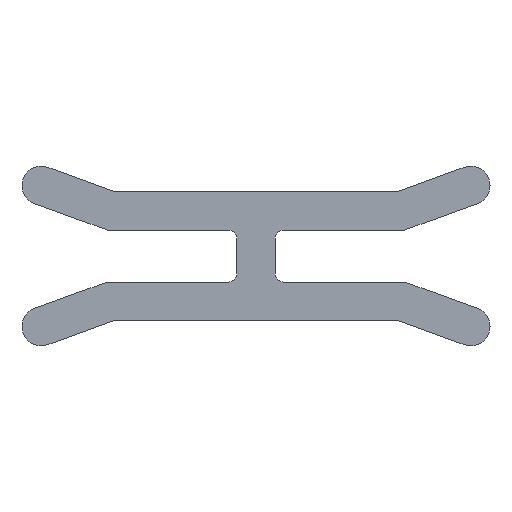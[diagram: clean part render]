
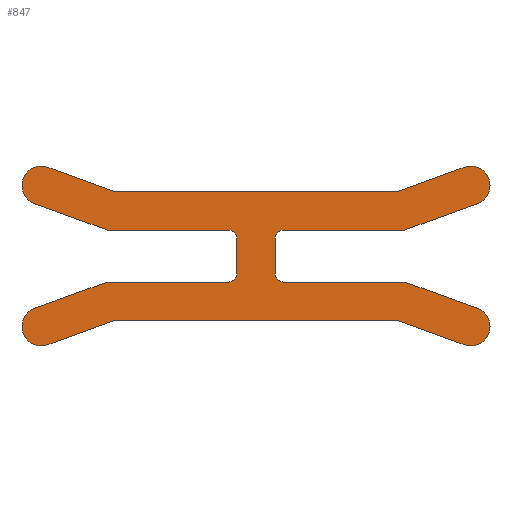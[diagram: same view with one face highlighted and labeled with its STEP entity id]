
A CAD part, front view. The second image highlights one B-rep face of the part: STEP entity #847.
In plain terms, the highlighted planar face has unit normal (0, -1, 0).
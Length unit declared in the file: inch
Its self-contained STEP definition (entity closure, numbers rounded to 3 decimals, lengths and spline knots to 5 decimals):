
#34=CARTESIAN_POINT('',(2.4681,5.,-0.1258));
#35=VERTEX_POINT('',#34);
#42=CARTESIAN_POINT('',(2.642,5.,-0.0625));
#43=VERTEX_POINT('',#42);
#44=CARTESIAN_POINT('',(2.4681,5.,-0.1258));
#45=DIRECTION('',(0.94,0.,0.342));
#46=VECTOR('',#45,1.);
#47=LINE('',#44,#46);
#48=EDGE_CURVE('',#35,#43,#47,.T.);
#73=CARTESIAN_POINT('',(2.4999,5.,-0.21319));
#74=VERTEX_POINT('',#73);
#81=CARTESIAN_POINT('',(2.484,5.,-0.16949));
#82=DIRECTION('',(0.,-1.,0.));
#83=DIRECTION('',(1.,0.,0.));
#84=AXIS2_PLACEMENT_3D('',#81,#82,#83);
#85=CIRCLE('',#84,0.0465);
#86=EDGE_CURVE('',#35,#74,#85,.T.);
#105=CARTESIAN_POINT('',(2.6584,5.,-0.1555));
#106=VERTEX_POINT('',#105);
#113=CARTESIAN_POINT('',(2.4999,5.,-0.21319));
#114=DIRECTION('',(0.94,0.,0.342));
#115=VECTOR('',#114,1.);
#116=LINE('',#113,#115);
#117=EDGE_CURVE('',#74,#106,#116,.T.);
#136=CARTESIAN_POINT('',(3.3416,5.,-0.1555));
#137=VERTEX_POINT('',#136);
#144=CARTESIAN_POINT('',(3.3416,5.,-0.1555));
#145=DIRECTION('',(-1.,0.,0.));
#146=VECTOR('',#145,1.);
#147=LINE('',#144,#146);
#148=EDGE_CURVE('',#137,#106,#147,.T.);
#167=CARTESIAN_POINT('',(3.5001,5.,-0.21319));
#168=VERTEX_POINT('',#167);
#175=CARTESIAN_POINT('',(3.5001,5.,-0.21319));
#176=DIRECTION('',(-0.94,0.,0.342));
#177=VECTOR('',#176,1.);
#178=LINE('',#175,#177);
#179=EDGE_CURVE('',#168,#137,#178,.T.);
#199=CARTESIAN_POINT('',(3.5319,5.,-0.1258));
#200=VERTEX_POINT('',#199);
#207=CARTESIAN_POINT('',(3.516,5.,-0.16949));
#208=DIRECTION('',(0.,-1.,0.));
#209=DIRECTION('',(1.,0.,0.));
#210=AXIS2_PLACEMENT_3D('',#207,#208,#209);
#211=CIRCLE('',#210,0.0465);
#212=EDGE_CURVE('',#168,#200,#211,.T.);
#231=CARTESIAN_POINT('',(3.358,5.,-0.0625));
#232=VERTEX_POINT('',#231);
#239=CARTESIAN_POINT('',(3.5319,5.,-0.1258));
#240=DIRECTION('',(-0.94,0.,0.342));
#241=VECTOR('',#240,1.);
#242=LINE('',#239,#241);
#243=EDGE_CURVE('',#200,#232,#242,.T.);
#262=CARTESIAN_POINT('',(3.0665,5.,-0.0625));
#263=VERTEX_POINT('',#262);
#270=CARTESIAN_POINT('',(3.358,5.,-0.0625));
#271=DIRECTION('',(-1.,0.,0.));
#272=VECTOR('',#271,1.);
#273=LINE('',#270,#272);
#274=EDGE_CURVE('',#232,#263,#273,.T.);
#294=CARTESIAN_POINT('',(3.0465,5.,-0.0425));
#295=VERTEX_POINT('',#294);
#302=CARTESIAN_POINT('',(3.0665,5.,-0.0425));
#303=DIRECTION('',(0.,-1.,0.));
#304=DIRECTION('',(1.,0.,0.));
#305=AXIS2_PLACEMENT_3D('',#302,#303,#304);
#306=CIRCLE('',#305,0.02);
#307=EDGE_CURVE('',#295,#263,#306,.T.);
#326=CARTESIAN_POINT('',(3.0465,5.,0.0425));
#327=VERTEX_POINT('',#326);
#334=CARTESIAN_POINT('',(3.0465,5.,0.0425));
#335=DIRECTION('',(0.,0.,-1.));
#336=VECTOR('',#335,1.);
#337=LINE('',#334,#336);
#338=EDGE_CURVE('',#327,#295,#337,.T.);
#358=CARTESIAN_POINT('',(3.0665,5.,0.0625));
#359=VERTEX_POINT('',#358);
#366=CARTESIAN_POINT('',(3.0665,5.,0.0425));
#367=DIRECTION('',(0.,-1.,0.));
#368=DIRECTION('',(1.,0.,0.));
#369=AXIS2_PLACEMENT_3D('',#366,#367,#368);
#370=CIRCLE('',#369,0.02);
#371=EDGE_CURVE('',#359,#327,#370,.T.);
#390=CARTESIAN_POINT('',(3.358,5.,0.0625));
#391=VERTEX_POINT('',#390);
#398=CARTESIAN_POINT('',(3.358,5.,0.0625));
#399=DIRECTION('',(-1.,0.,0.));
#400=VECTOR('',#399,1.);
#401=LINE('',#398,#400);
#402=EDGE_CURVE('',#391,#359,#401,.T.);
#421=CARTESIAN_POINT('',(3.5319,5.,0.1258));
#422=VERTEX_POINT('',#421);
#429=CARTESIAN_POINT('',(3.5319,5.,0.1258));
#430=DIRECTION('',(-0.94,0.,-0.342));
#431=VECTOR('',#430,1.);
#432=LINE('',#429,#431);
#433=EDGE_CURVE('',#422,#391,#432,.T.);
#453=CARTESIAN_POINT('',(3.5001,5.,0.21319));
#454=VERTEX_POINT('',#453);
#461=CARTESIAN_POINT('',(3.516,5.,0.16949));
#462=DIRECTION('',(0.,-1.,0.));
#463=DIRECTION('',(1.,0.,0.));
#464=AXIS2_PLACEMENT_3D('',#461,#462,#463);
#465=CIRCLE('',#464,0.0465);
#466=EDGE_CURVE('',#422,#454,#465,.T.);
#485=CARTESIAN_POINT('',(3.3416,5.,0.1555));
#486=VERTEX_POINT('',#485);
#493=CARTESIAN_POINT('',(3.5001,5.,0.21319));
#494=DIRECTION('',(-0.94,0.,-0.342));
#495=VECTOR('',#494,1.);
#496=LINE('',#493,#495);
#497=EDGE_CURVE('',#454,#486,#496,.T.);
#516=CARTESIAN_POINT('',(2.6584,5.,0.1555));
#517=VERTEX_POINT('',#516);
#524=CARTESIAN_POINT('',(3.3416,5.,0.1555));
#525=DIRECTION('',(-1.,0.,0.));
#526=VECTOR('',#525,1.);
#527=LINE('',#524,#526);
#528=EDGE_CURVE('',#486,#517,#527,.T.);
#547=CARTESIAN_POINT('',(2.4999,5.,0.21319));
#548=VERTEX_POINT('',#547);
#555=CARTESIAN_POINT('',(2.4999,5.,0.21319));
#556=DIRECTION('',(0.94,0.,-0.342));
#557=VECTOR('',#556,1.);
#558=LINE('',#555,#557);
#559=EDGE_CURVE('',#548,#517,#558,.T.);
#579=CARTESIAN_POINT('',(2.4681,5.,0.1258));
#580=VERTEX_POINT('',#579);
#587=CARTESIAN_POINT('',(2.484,5.,0.16949));
#588=DIRECTION('',(0.,-1.,0.));
#589=DIRECTION('',(1.,0.,0.));
#590=AXIS2_PLACEMENT_3D('',#587,#588,#589);
#591=CIRCLE('',#590,0.0465);
#592=EDGE_CURVE('',#548,#580,#591,.T.);
#611=CARTESIAN_POINT('',(2.642,5.,0.0625));
#612=VERTEX_POINT('',#611);
#619=CARTESIAN_POINT('',(2.4681,5.,0.1258));
#620=DIRECTION('',(0.94,0.,-0.342));
#621=VECTOR('',#620,1.);
#622=LINE('',#619,#621);
#623=EDGE_CURVE('',#580,#612,#622,.T.);
#642=CARTESIAN_POINT('',(2.9335,5.,0.0625));
#643=VERTEX_POINT('',#642);
#650=CARTESIAN_POINT('',(2.9335,5.,0.0625));
#651=DIRECTION('',(-1.,0.,0.));
#652=VECTOR('',#651,1.);
#653=LINE('',#650,#652);
#654=EDGE_CURVE('',#643,#612,#653,.T.);
#674=CARTESIAN_POINT('',(2.9535,5.,0.0425));
#675=VERTEX_POINT('',#674);
#682=CARTESIAN_POINT('',(2.9335,5.,0.0425));
#683=DIRECTION('',(0.,-1.,0.));
#684=DIRECTION('',(1.,0.,0.));
#685=AXIS2_PLACEMENT_3D('',#682,#683,#684);
#686=CIRCLE('',#685,0.02);
#687=EDGE_CURVE('',#675,#643,#686,.T.);
#706=CARTESIAN_POINT('',(2.9535,5.,-0.0425));
#707=VERTEX_POINT('',#706);
#714=CARTESIAN_POINT('',(2.9535,5.,0.0425));
#715=DIRECTION('',(0.,0.,-1.));
#716=VECTOR('',#715,1.);
#717=LINE('',#714,#716);
#718=EDGE_CURVE('',#675,#707,#717,.T.);
#738=CARTESIAN_POINT('',(2.9335,5.,-0.0625));
#739=VERTEX_POINT('',#738);
#746=CARTESIAN_POINT('',(2.9335,5.,-0.0425));
#747=DIRECTION('',(0.,-1.,0.));
#748=DIRECTION('',(1.,0.,0.));
#749=AXIS2_PLACEMENT_3D('',#746,#747,#748);
#750=CIRCLE('',#749,0.02);
#751=EDGE_CURVE('',#739,#707,#750,.T.);
#769=CARTESIAN_POINT('',(2.9335,5.,-0.0625));
#770=DIRECTION('',(-1.,0.,0.));
#771=VECTOR('',#770,1.);
#772=LINE('',#769,#771);
#773=EDGE_CURVE('',#739,#43,#772,.T.);
#816=ORIENTED_EDGE('',*,*,#773,.T.);
#817=ORIENTED_EDGE('',*,*,#48,.F.);
#818=ORIENTED_EDGE('',*,*,#86,.T.);
#819=ORIENTED_EDGE('',*,*,#117,.T.);
#820=ORIENTED_EDGE('',*,*,#148,.F.);
#821=ORIENTED_EDGE('',*,*,#179,.F.);
#822=ORIENTED_EDGE('',*,*,#212,.T.);
#823=ORIENTED_EDGE('',*,*,#243,.T.);
#824=ORIENTED_EDGE('',*,*,#274,.T.);
#825=ORIENTED_EDGE('',*,*,#307,.F.);
#826=ORIENTED_EDGE('',*,*,#338,.F.);
#827=ORIENTED_EDGE('',*,*,#371,.F.);
#828=ORIENTED_EDGE('',*,*,#402,.F.);
#829=ORIENTED_EDGE('',*,*,#433,.F.);
#830=ORIENTED_EDGE('',*,*,#466,.T.);
#831=ORIENTED_EDGE('',*,*,#497,.T.);
#832=ORIENTED_EDGE('',*,*,#528,.T.);
#833=ORIENTED_EDGE('',*,*,#559,.F.);
#834=ORIENTED_EDGE('',*,*,#592,.T.);
#835=ORIENTED_EDGE('',*,*,#623,.T.);
#836=ORIENTED_EDGE('',*,*,#654,.F.);
#837=ORIENTED_EDGE('',*,*,#687,.F.);
#838=ORIENTED_EDGE('',*,*,#718,.T.);
#839=ORIENTED_EDGE('',*,*,#751,.F.);
#840=EDGE_LOOP('',(#816,#817,#818,#819,#820,#821,#822,#823,#824,#825,#826,#827,#828,#829,#830,#831,#832,#833,#834,#835,#836,#837,#838,#839));
#841=FACE_OUTER_BOUND('',#840,.T.);
#842=CARTESIAN_POINT('',(2.84246,5.,-0.0625));
#843=DIRECTION('',(0.,-1.,0.));
#844=DIRECTION('',(1.,0.,0.));
#845=AXIS2_PLACEMENT_3D('',#842,#843,#844);
#846=PLANE('',#845);
#847=ADVANCED_FACE('',(#841),#846,.T.);
